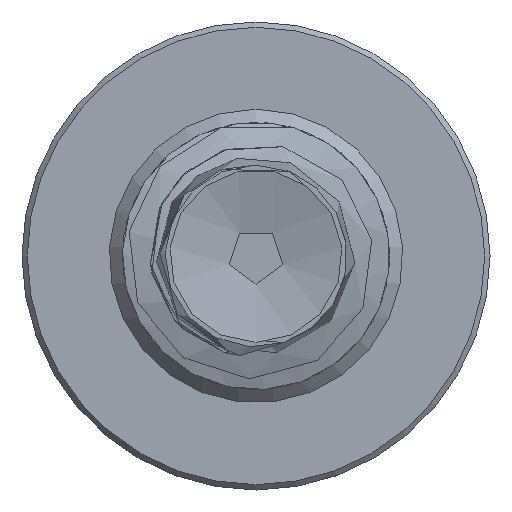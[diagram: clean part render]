
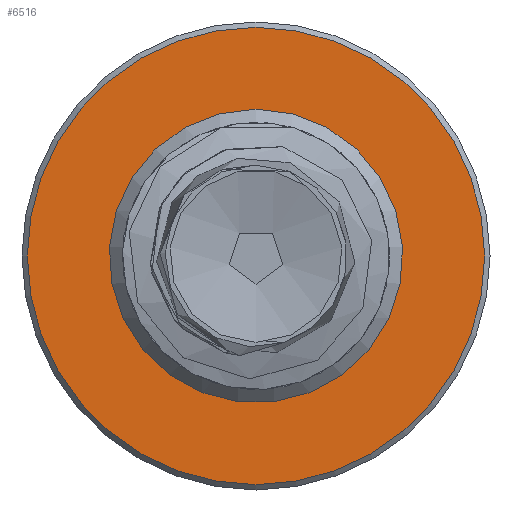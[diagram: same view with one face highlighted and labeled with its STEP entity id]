
A CAD part, front view. The second image highlights one B-rep face of the part: STEP entity #6516.
In plain terms, the highlighted planar face has unit normal (0, -1, 0).
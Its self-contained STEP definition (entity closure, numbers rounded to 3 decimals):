
#284 = AXIS2_PLACEMENT_3D ( 'NONE', #8902, #8900, #8866 ) ;
#355 = EDGE_CURVE ( 'NONE', #9962, #9962, #10730, .T. ) ;
#2327 = CIRCLE ( 'NONE', #284, 1.71 ) ;
#2571 = FACE_BOUND ( 'NONE', #7077, .T. ) ;
#3210 = AXIS2_PLACEMENT_3D ( 'NONE', #6452, #6448, #6437 ) ;
#4349 = AXIS2_PLACEMENT_3D ( 'NONE', #7104, #7023, #7020 ) ;
#5509 = ORIENTED_EDGE ( 'NONE', *, *, #5813, .F. ) ;
#5813 = EDGE_CURVE ( 'NONE', #11026, #11026, #2327, .T. ) ;
#6437 = DIRECTION ( 'NONE',  ( 0., 0., 1. ) ) ;
#6447 = CARTESIAN_POINT ( 'NONE',  ( 0., 0., 1.098 ) ) ;
#6448 = DIRECTION ( 'NONE',  ( 0., 1., 0. ) ) ;
#6452 = CARTESIAN_POINT ( 'NONE',  ( 0., 0., 0. ) ) ;
#6516 = ADVANCED_FACE ( 'NONE', ( #12663, #2571 ), #7054, .F. ) ;
#7020 = DIRECTION ( 'NONE',  ( 0., 0., 1. ) ) ;
#7023 = DIRECTION ( 'NONE',  ( 0., 1., 0. ) ) ;
#7054 = PLANE ( 'NONE',  #4349 ) ;
#7077 = EDGE_LOOP ( 'NONE', ( #11756 ) ) ;
#7104 = CARTESIAN_POINT ( 'NONE',  ( 0., 0., 1.71 ) ) ;
#7132 = CARTESIAN_POINT ( 'NONE',  ( 0., 0., 1.71 ) ) ;
#8519 = EDGE_LOOP ( 'NONE', ( #5509 ) ) ;
#8866 = DIRECTION ( 'NONE',  ( 0., 0., 1. ) ) ;
#8900 = DIRECTION ( 'NONE',  ( 0., 1., 0. ) ) ;
#8902 = CARTESIAN_POINT ( 'NONE',  ( 0., 0., 0. ) ) ;
#9962 = VERTEX_POINT ( 'NONE', #6447 ) ;
#10730 = CIRCLE ( 'NONE', #3210, 1.098 ) ;
#11026 = VERTEX_POINT ( 'NONE', #7132 ) ;
#11756 = ORIENTED_EDGE ( 'NONE', *, *, #355, .T. ) ;
#12663 = FACE_OUTER_BOUND ( 'NONE', #8519, .T. ) ;
